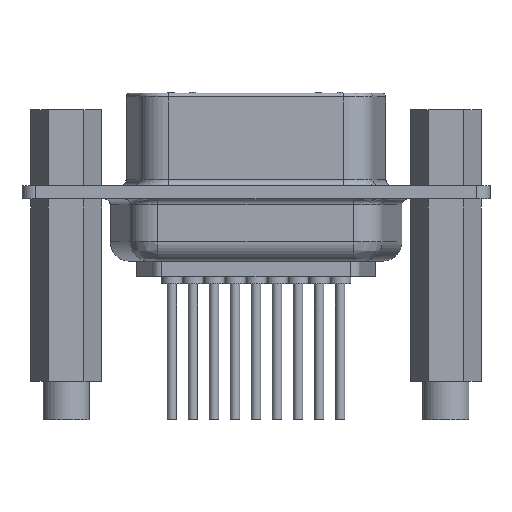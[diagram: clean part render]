
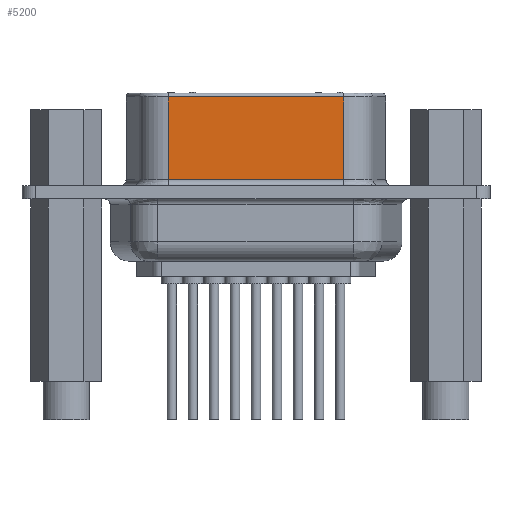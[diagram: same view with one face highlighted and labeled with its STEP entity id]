
A CAD part, front view. The second image highlights one B-rep face of the part: STEP entity #5200.
In plain terms, the highlighted planar face has unit normal (0, -1, 0).
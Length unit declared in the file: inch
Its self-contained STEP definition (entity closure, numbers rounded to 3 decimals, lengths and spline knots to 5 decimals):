
#62 = VERTEX_POINT ( 'NONE', #5452 ) ;
#117 = VECTOR ( 'NONE', #5889, 39.37008 ) ;
#303 = CARTESIAN_POINT ( 'NONE',  ( 0.37956, 0.0775, 0.015 ) ) ;
#396 = DIRECTION ( 'NONE',  ( 0., 0., 1. ) ) ;
#483 = EDGE_CURVE ( 'NONE', #62, #10006, #7364, .T. ) ;
#704 = ORIENTED_EDGE ( 'NONE', *, *, #9088, .T. ) ;
#1428 = CARTESIAN_POINT ( 'NONE',  ( 0.37956, 0.0775, 0.24 ) ) ;
#1821 = LINE ( 'NONE', #9267, #117 ) ;
#1953 = PLANE ( 'NONE',  #7971 ) ;
#2471 = CARTESIAN_POINT ( 'NONE',  ( 0.83344, 0.0775, 0.015 ) ) ;
#2551 = VERTEX_POINT ( 'NONE', #303 ) ;
#3026 = EDGE_CURVE ( 'NONE', #2551, #62, #8232, .T. ) ;
#3782 = DIRECTION ( 'NONE',  ( 0., 1., 0. ) ) ;
#4009 = ORIENTED_EDGE ( 'NONE', *, *, #3026, .F. ) ;
#4292 = VECTOR ( 'NONE', #8963, 39.37008 ) ;
#4555 = CARTESIAN_POINT ( 'NONE',  ( 0.83344, 0.0775, 0.24 ) ) ;
#4786 = FACE_OUTER_BOUND ( 'NONE', #10248, .T. ) ;
#5200 = ADVANCED_FACE ( 'NONE', ( #4786 ), #1953, .F. ) ;
#5452 = CARTESIAN_POINT ( 'NONE',  ( 0.37956, 0.0775, 0.23 ) ) ;
#5607 = EDGE_CURVE ( 'NONE', #10006, #6395, #1821, .T. ) ;
#5838 = CARTESIAN_POINT ( 'NONE',  ( 0.83344, 0.0775, 0.015 ) ) ;
#5889 = DIRECTION ( 'NONE',  ( 0., 0., -1. ) ) ;
#6395 = VERTEX_POINT ( 'NONE', #5838 ) ;
#7176 = DIRECTION ( 'NONE',  ( 0., 0., 1. ) ) ;
#7364 = LINE ( 'NONE', #10766, #4292 ) ;
#7971 = AXIS2_PLACEMENT_3D ( 'NONE', #4555, #3782, #7176 ) ;
#8232 = LINE ( 'NONE', #1428, #10392 ) ;
#8483 = ORIENTED_EDGE ( 'NONE', *, *, #483, .F. ) ;
#8658 = DIRECTION ( 'NONE',  ( 1., 0., 0. ) ) ;
#8963 = DIRECTION ( 'NONE',  ( 1., 0., 0. ) ) ;
#9088 = EDGE_CURVE ( 'NONE', #2551, #6395, #9455, .T. ) ;
#9267 = CARTESIAN_POINT ( 'NONE',  ( 0.83344, 0.0775, 0.24 ) ) ;
#9455 = LINE ( 'NONE', #2471, #10614 ) ;
#9734 = CARTESIAN_POINT ( 'NONE',  ( 0.83344, 0.0775, 0.23 ) ) ;
#10006 = VERTEX_POINT ( 'NONE', #9734 ) ;
#10248 = EDGE_LOOP ( 'NONE', ( #704, #10386, #8483, #4009 ) ) ;
#10386 = ORIENTED_EDGE ( 'NONE', *, *, #5607, .F. ) ;
#10392 = VECTOR ( 'NONE', #396, 39.37008 ) ;
#10614 = VECTOR ( 'NONE', #8658, 39.37008 ) ;
#10766 = CARTESIAN_POINT ( 'NONE',  ( 0.83344, 0.0775, 0.23 ) ) ;
